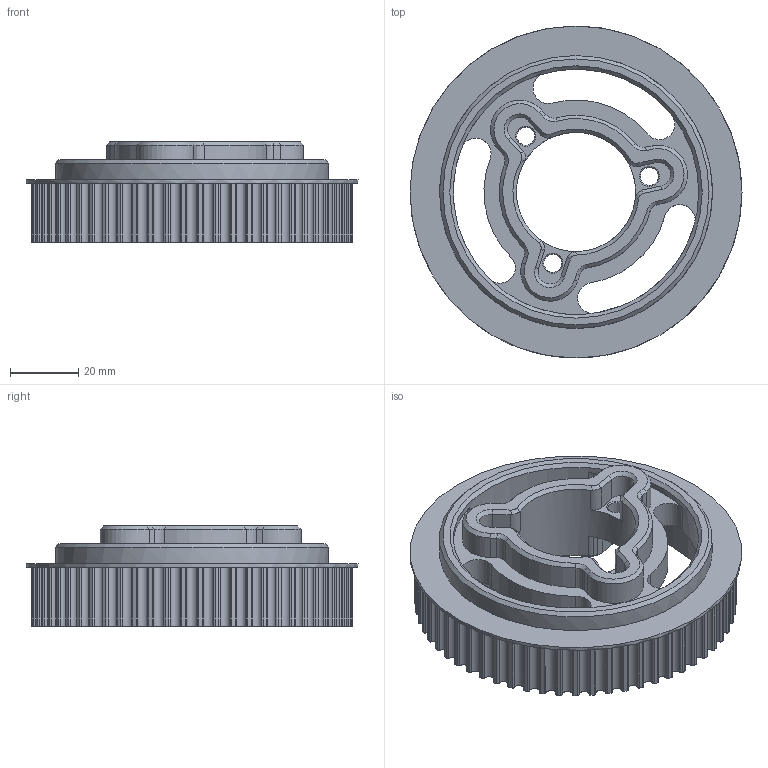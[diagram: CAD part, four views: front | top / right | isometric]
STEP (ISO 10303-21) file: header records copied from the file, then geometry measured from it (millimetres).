
FILE_DESCRIPTION(/* description */ (''),/* implementation_level */ '2;1');
FILE_NAME(/* name */ '60T_universal_drive-gear_180724_Howard_v02.stp',/* time_stamp */ '2018-07-24T00:54:06+08:00',/* author */ ('Howard.C'),/* organization */ (''),/* preprocessor_version */ 'ST-DEVELOPER v17',/* originating_system */ 'Autodesk Inventor 2019',/* authorisation */ '');
FILE_SCHEMA (('AUTOMOTIVE_DESIGN { 1 0 10303 214 3 1 1 }'));
Length unit declared in the file: millimetre
Products named in the file (1): polly51
Bounding box: 97.35 x 97.35 x 29.4 mm (x, y, z)
Volume: 71312.4 mm3; surface area: 33091.1 mm2
Topology: 1 solids, 1 shells, 441 faces, 1233 edges, 797 vertices
Faces by surface type: cylinder 305, plane 74, cone 56, bspline 6
Full cylindrical faces by diameter (mm): 5.253 x3, 35 x1, 72 x1, 80 x1, 80.23 x1, 97.35 x1
Entity records: 14777 total; most frequent: CARTESIAN_POINT 2804, DIRECTION 2764, ORIENTED_EDGE 2466, EDGE_CURVE 1233, AXIS2_PLACEMENT_3D 1125, VERTEX_POINT 797, CIRCLE 683, LINE 514
